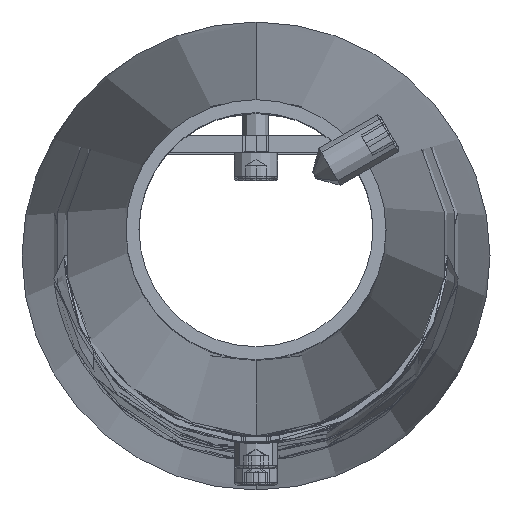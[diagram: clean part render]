
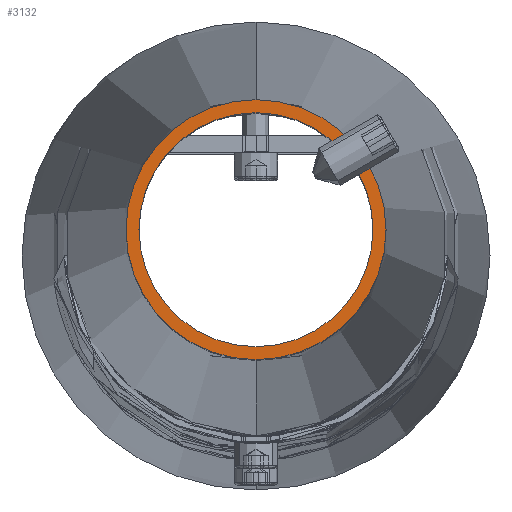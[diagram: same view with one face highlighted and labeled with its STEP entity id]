
A CAD part, top view. The second image highlights one B-rep face of the part: STEP entity #3132.
In plain terms, the highlighted face is planar.
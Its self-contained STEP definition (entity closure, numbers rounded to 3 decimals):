
#234 = DIRECTION ( 'NONE',  ( 0., 0., -1. ) ) ;
#326 = DIRECTION ( 'NONE',  ( 0., 0., 1. ) ) ;
#355 = EDGE_CURVE ( 'NONE', #806, #2974, #4146, .T. ) ;
#433 = ORIENTED_EDGE ( 'NONE', *, *, #4999, .F. ) ;
#517 = EDGE_LOOP ( 'NONE', ( #3901, #433 ) ) ;
#552 = AXIS2_PLACEMENT_3D ( 'NONE', #4119, #3759, #234 ) ;
#558 = DIRECTION ( 'NONE',  ( 0., -1., 0. ) ) ;
#664 = CARTESIAN_POINT ( 'NONE',  ( 0., 3500., -30. ) ) ;
#713 = CARTESIAN_POINT ( 'NONE',  ( -30., 3500., 0. ) ) ;
#806 = VERTEX_POINT ( 'NONE', #1722 ) ;
#830 = DIRECTION ( 'NONE',  ( 0., 1., 0. ) ) ;
#919 = DIRECTION ( 'NONE',  ( 0., 0., -1. ) ) ;
#952 = CIRCLE ( 'NONE', #552, 30. ) ;
#1004 = CARTESIAN_POINT ( 'NONE',  ( 0., 3500., 0. ) ) ;
#1087 = FACE_OUTER_BOUND ( 'NONE', #517, .T. ) ;
#1162 = EDGE_CURVE ( 'NONE', #2974, #806, #2834, .T. ) ;
#1196 = AXIS2_PLACEMENT_3D ( 'NONE', #713, #830, #326 ) ;
#1296 = DIRECTION ( 'NONE',  ( 0., 0., -1. ) ) ;
#1310 = CARTESIAN_POINT ( 'NONE',  ( 0., 3500., 0. ) ) ;
#1722 = CARTESIAN_POINT ( 'NONE',  ( 0., 3500., 27. ) ) ;
#1896 = DIRECTION ( 'NONE',  ( 0., -1., 0. ) ) ;
#2036 = AXIS2_PLACEMENT_3D ( 'NONE', #1004, #558, #1296 ) ;
#2076 = ORIENTED_EDGE ( 'NONE', *, *, #1162, .T. ) ;
#2098 = DIRECTION ( 'NONE',  ( 0., -1., 0. ) ) ;
#2161 = ORIENTED_EDGE ( 'NONE', *, *, #355, .T. ) ;
#2335 = AXIS2_PLACEMENT_3D ( 'NONE', #1310, #2098, #919 ) ;
#2376 = CARTESIAN_POINT ( 'NONE',  ( 0., 3500., 0. ) ) ;
#2643 = CARTESIAN_POINT ( 'NONE',  ( 0., 3500., 30. ) ) ;
#2782 = PLANE ( 'NONE',  #1196 ) ;
#2834 = CIRCLE ( 'NONE', #2335, 27. ) ;
#2856 = CIRCLE ( 'NONE', #2036, 30. ) ;
#2974 = VERTEX_POINT ( 'NONE', #3749 ) ;
#3132 = ADVANCED_FACE ( 'NONE', ( #4228, #1087 ), #2782, .T. ) ;
#3487 = AXIS2_PLACEMENT_3D ( 'NONE', #2376, #1896, #4667 ) ;
#3555 = EDGE_LOOP ( 'NONE', ( #2076, #2161 ) ) ;
#3749 = CARTESIAN_POINT ( 'NONE',  ( 0., 3500., -27. ) ) ;
#3759 = DIRECTION ( 'NONE',  ( 0., -1., 0. ) ) ;
#3845 = EDGE_CURVE ( 'NONE', #4188, #4598, #952, .T. ) ;
#3901 = ORIENTED_EDGE ( 'NONE', *, *, #3845, .F. ) ;
#4119 = CARTESIAN_POINT ( 'NONE',  ( 0., 3500., 0. ) ) ;
#4146 = CIRCLE ( 'NONE', #3487, 27. ) ;
#4188 = VERTEX_POINT ( 'NONE', #664 ) ;
#4228 = FACE_BOUND ( 'NONE', #3555, .T. ) ;
#4598 = VERTEX_POINT ( 'NONE', #2643 ) ;
#4667 = DIRECTION ( 'NONE',  ( 0., 0., -1. ) ) ;
#4999 = EDGE_CURVE ( 'NONE', #4598, #4188, #2856, .T. ) ;
